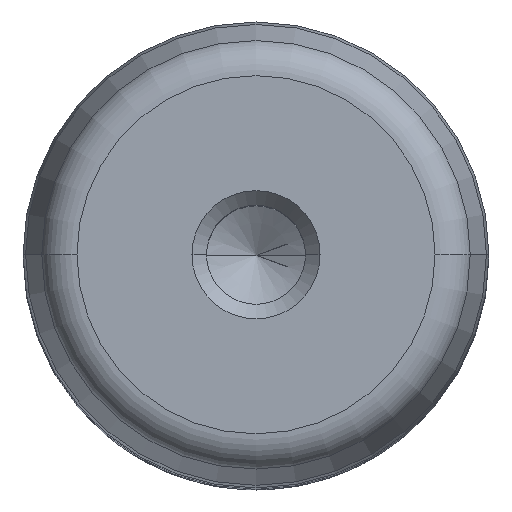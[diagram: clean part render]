
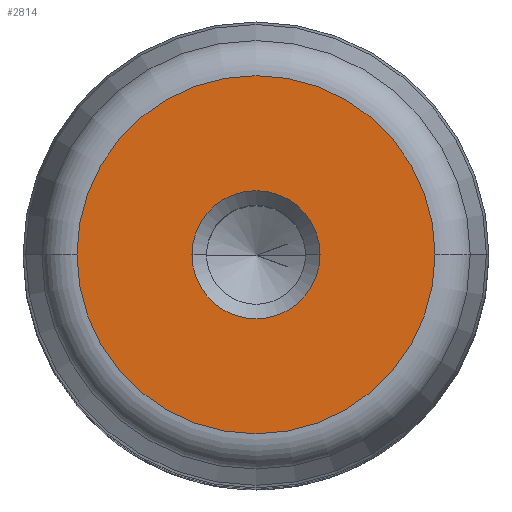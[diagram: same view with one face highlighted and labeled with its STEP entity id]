
A CAD part, top view. The second image highlights one B-rep face of the part: STEP entity #2814.
In plain terms, the highlighted planar face has unit normal (0, 0, 1).
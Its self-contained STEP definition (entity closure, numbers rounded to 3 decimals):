
#238 = PLANE ( 'NONE',  #1449 ) ;
#413 = AXIS2_PLACEMENT_3D ( 'NONE', #2782, #1303, #2306 ) ;
#431 = DIRECTION ( 'NONE',  ( 0., 0., -1. ) ) ;
#453 = DIRECTION ( 'NONE',  ( 0., 0., -1. ) ) ;
#462 = DIRECTION ( 'NONE',  ( 0., 0., 1. ) ) ;
#532 = AXIS2_PLACEMENT_3D ( 'NONE', #1173, #431, #3148 ) ;
#581 = ORIENTED_EDGE ( 'NONE', *, *, #2765, .F. ) ;
#615 = FACE_OUTER_BOUND ( 'NONE', #965, .T. ) ;
#655 = CIRCLE ( 'NONE', #413, 12.299 ) ;
#658 = CARTESIAN_POINT ( 'NONE',  ( 4.4, 0., 100. ) ) ;
#673 = EDGE_CURVE ( 'NONE', #1659, #1997, #1891, .T. ) ;
#740 = EDGE_CURVE ( 'NONE', #1997, #1659, #1193, .T. ) ;
#965 = EDGE_LOOP ( 'NONE', ( #2855, #581 ) ) ;
#976 = CARTESIAN_POINT ( 'NONE',  ( 0., 0., 100. ) ) ;
#1173 = CARTESIAN_POINT ( 'NONE',  ( 0., 0., 100. ) ) ;
#1193 = CIRCLE ( 'NONE', #532, 4.4 ) ;
#1229 = DIRECTION ( 'NONE',  ( 1., 0., 0. ) ) ;
#1242 = DIRECTION ( 'NONE',  ( -1., 0., 0. ) ) ;
#1303 = DIRECTION ( 'NONE',  ( 0., 0., -1. ) ) ;
#1449 = AXIS2_PLACEMENT_3D ( 'NONE', #1725, #462, #1229 ) ;
#1467 = CARTESIAN_POINT ( 'NONE',  ( 0., 0., 100. ) ) ;
#1659 = VERTEX_POINT ( 'NONE', #2847 ) ;
#1668 = CIRCLE ( 'NONE', #2153, 12.299 ) ;
#1717 = CARTESIAN_POINT ( 'NONE',  ( 12.299, 0., 100. ) ) ;
#1725 = CARTESIAN_POINT ( 'NONE',  ( 0., 0., 100. ) ) ;
#1807 = ORIENTED_EDGE ( 'NONE', *, *, #673, .T. ) ;
#1891 = CIRCLE ( 'NONE', #2873, 4.4 ) ;
#1997 = VERTEX_POINT ( 'NONE', #658 ) ;
#2153 = AXIS2_PLACEMENT_3D ( 'NONE', #976, #453, #1242 ) ;
#2267 = CARTESIAN_POINT ( 'NONE',  ( -12.299, 0., 100. ) ) ;
#2306 = DIRECTION ( 'NONE',  ( -1., 0., 0. ) ) ;
#2316 = EDGE_CURVE ( 'NONE', #3073, #2883, #655, .T. ) ;
#2338 = ORIENTED_EDGE ( 'NONE', *, *, #740, .T. ) ;
#2425 = DIRECTION ( 'NONE',  ( 0., 0., -1. ) ) ;
#2765 = EDGE_CURVE ( 'NONE', #2883, #3073, #1668, .T. ) ;
#2782 = CARTESIAN_POINT ( 'NONE',  ( 0., 0., 100. ) ) ;
#2814 = ADVANCED_FACE ( 'NONE', ( #2896, #615 ), #238, .T. ) ;
#2847 = CARTESIAN_POINT ( 'NONE',  ( -4.4, 0., 100. ) ) ;
#2855 = ORIENTED_EDGE ( 'NONE', *, *, #2316, .F. ) ;
#2873 = AXIS2_PLACEMENT_3D ( 'NONE', #1467, #2425, #3168 ) ;
#2883 = VERTEX_POINT ( 'NONE', #1717 ) ;
#2896 = FACE_BOUND ( 'NONE', #3179, .T. ) ;
#3073 = VERTEX_POINT ( 'NONE', #2267 ) ;
#3148 = DIRECTION ( 'NONE',  ( 1., 0., 0. ) ) ;
#3168 = DIRECTION ( 'NONE',  ( 1., 0., 0. ) ) ;
#3179 = EDGE_LOOP ( 'NONE', ( #2338, #1807 ) ) ;
